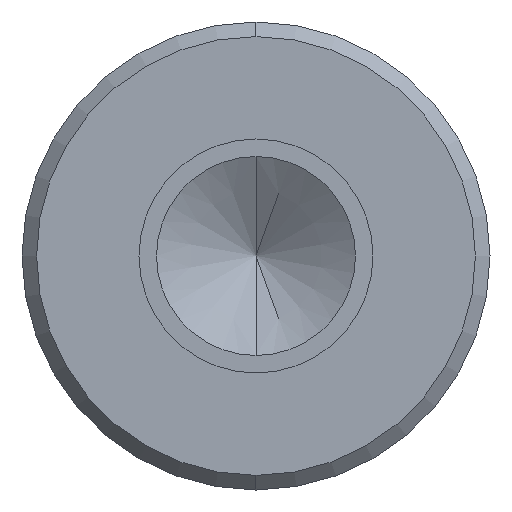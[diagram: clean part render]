
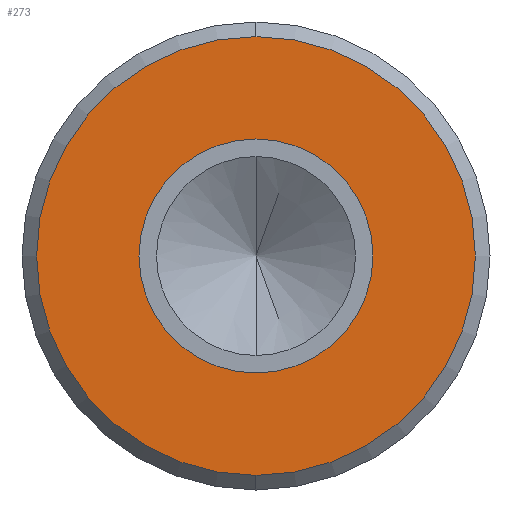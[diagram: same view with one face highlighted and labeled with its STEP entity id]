
A CAD part, left-side view. The second image highlights one B-rep face of the part: STEP entity #273.
In plain terms, the highlighted planar face has unit normal (-1, 0, 0).
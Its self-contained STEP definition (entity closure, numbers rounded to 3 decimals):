
#140 = EDGE_CURVE ( 'NONE', #368, #304, #482, .T. ) ;
#270 = ORIENTED_EDGE ( 'NONE', *, *, #275, .T. ) ;
#272 = EDGE_LOOP ( 'NONE', ( #286, #279 ) ) ;
#273 = ADVANCED_FACE ( 'NONE', ( #640, #650 ), #620, .F. ) ;
#274 = ORIENTED_EDGE ( 'NONE', *, *, #360, .T. ) ;
#275 = EDGE_CURVE ( 'NONE', #379, #361, #625, .T. ) ;
#279 = ORIENTED_EDGE ( 'NONE', *, *, #370, .F. ) ;
#286 = ORIENTED_EDGE ( 'NONE', *, *, #140, .F. ) ;
#287 = EDGE_LOOP ( 'NONE', ( #270, #274 ) ) ;
#304 = VERTEX_POINT ( 'NONE', #756 ) ;
#360 = EDGE_CURVE ( 'NONE', #361, #379, #896, .T. ) ;
#361 = VERTEX_POINT ( 'NONE', #839 ) ;
#368 = VERTEX_POINT ( 'NONE', #898 ) ;
#370 = EDGE_CURVE ( 'NONE', #304, #368, #889, .T. ) ;
#379 = VERTEX_POINT ( 'NONE', #886 ) ;
#440 = AXIS2_PLACEMENT_3D ( 'NONE', #481, #480, #479 ) ;
#479 = DIRECTION ( 'NONE',  ( 0., 0., 1. ) ) ;
#480 = DIRECTION ( 'NONE',  ( -1., 0., 0. ) ) ;
#481 = CARTESIAN_POINT ( 'NONE',  ( -30., 0., 0. ) ) ;
#482 = CIRCLE ( 'NONE', #440, 4. ) ;
#620 = PLANE ( 'NONE',  #624 ) ;
#621 = AXIS2_PLACEMENT_3D ( 'NONE', #776, #775, #774 ) ;
#624 = AXIS2_PLACEMENT_3D ( 'NONE', #630, #642, #779 ) ;
#625 = CIRCLE ( 'NONE', #621, 7.5 ) ;
#630 = CARTESIAN_POINT ( 'NONE',  ( -30., 8., 0. ) ) ;
#640 = FACE_OUTER_BOUND ( 'NONE', #287, .T. ) ;
#642 = DIRECTION ( 'NONE',  ( 1., 0., 0. ) ) ;
#650 = FACE_BOUND ( 'NONE', #272, .T. ) ;
#756 = CARTESIAN_POINT ( 'NONE',  ( -30., 0., -4. ) ) ;
#774 = DIRECTION ( 'NONE',  ( 0., 0., -1. ) ) ;
#775 = DIRECTION ( 'NONE',  ( -1., 0., 0. ) ) ;
#776 = CARTESIAN_POINT ( 'NONE',  ( -30., 0., 0. ) ) ;
#779 = DIRECTION ( 'NONE',  ( 0., 0., -1. ) ) ;
#838 = AXIS2_PLACEMENT_3D ( 'NONE', #879, #878, #877 ) ;
#839 = CARTESIAN_POINT ( 'NONE',  ( -30., 0., 7.5 ) ) ;
#877 = DIRECTION ( 'NONE',  ( 0., 0., 1. ) ) ;
#878 = DIRECTION ( 'NONE',  ( -1., 0., 0. ) ) ;
#879 = CARTESIAN_POINT ( 'NONE',  ( -30., 0., 0. ) ) ;
#886 = CARTESIAN_POINT ( 'NONE',  ( -30., 0., -7.5 ) ) ;
#889 = CIRCLE ( 'NONE', #838, 4. ) ;
#892 = DIRECTION ( 'NONE',  ( 0., 0., -1. ) ) ;
#893 = DIRECTION ( 'NONE',  ( -1., 0., 0. ) ) ;
#894 = CARTESIAN_POINT ( 'NONE',  ( -30., 0., 0. ) ) ;
#895 = AXIS2_PLACEMENT_3D ( 'NONE', #894, #893, #892 ) ;
#896 = CIRCLE ( 'NONE', #895, 7.5 ) ;
#898 = CARTESIAN_POINT ( 'NONE',  ( -30., 0., 4. ) ) ;
